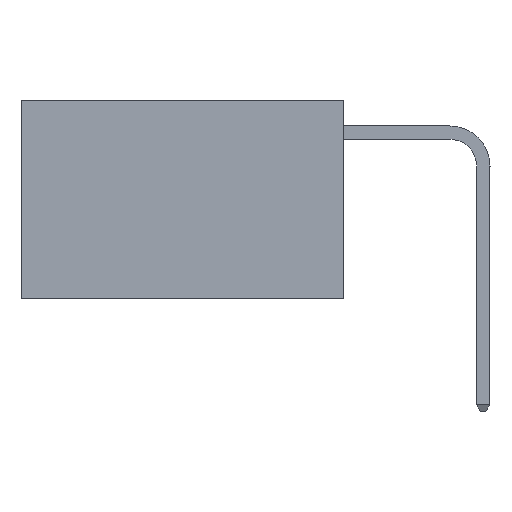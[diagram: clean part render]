
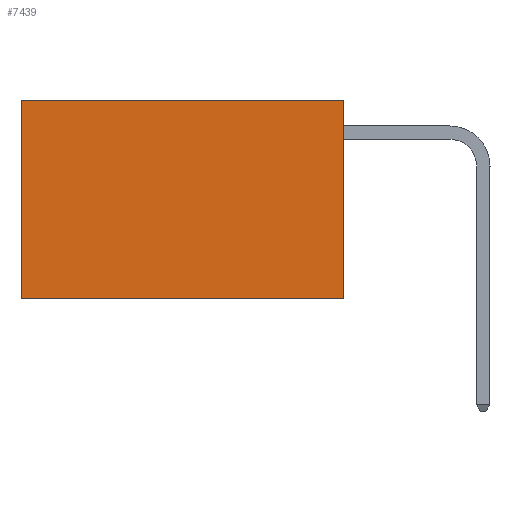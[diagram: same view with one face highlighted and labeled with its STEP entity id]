
A CAD part, left-side view. The second image highlights one B-rep face of the part: STEP entity #7439.
In plain terms, the highlighted planar face has unit normal (-1, 0, 0).
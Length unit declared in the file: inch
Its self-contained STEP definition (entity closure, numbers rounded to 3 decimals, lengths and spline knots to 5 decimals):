
#98 = ORIENTED_EDGE ( 'NONE', *, *, #2298, .T. ) ;
#244 = ORIENTED_EDGE ( 'NONE', *, *, #6556, .F. ) ;
#760 = EDGE_LOOP ( 'NONE', ( #98, #13364, #244, #1493 ) ) ;
#1493 = ORIENTED_EDGE ( 'NONE', *, *, #10985, .T. ) ;
#2027 = VECTOR ( 'NONE', #7580, 39.37008 ) ;
#2298 = EDGE_CURVE ( 'NONE', #4544, #11752, #8246, .T. ) ;
#2532 = CARTESIAN_POINT ( 'NONE',  ( 0.2625, 0., -0.37 ) ) ;
#3514 = VECTOR ( 'NONE', #6060, 39.37008 ) ;
#4544 = VERTEX_POINT ( 'NONE', #6859 ) ;
#4961 = LINE ( 'NONE', #8625, #2027 ) ;
#5224 = DIRECTION ( 'NONE',  ( 1., 0., 0. ) ) ;
#5304 = VERTEX_POINT ( 'NONE', #2532 ) ;
#5829 = CARTESIAN_POINT ( 'NONE',  ( 0.2625, 0.6, 0. ) ) ;
#5875 = FACE_OUTER_BOUND ( 'NONE', #760, .T. ) ;
#6060 = DIRECTION ( 'NONE',  ( 0., 0., -1. ) ) ;
#6540 = CARTESIAN_POINT ( 'NONE',  ( 0.2625, 0., -0.37 ) ) ;
#6556 = EDGE_CURVE ( 'NONE', #12019, #5304, #13289, .T. ) ;
#6689 = CARTESIAN_POINT ( 'NONE',  ( 0.2625, 0.6, -0.37 ) ) ;
#6750 = VECTOR ( 'NONE', #13010, 39.37008 ) ;
#6859 = CARTESIAN_POINT ( 'NONE',  ( 0.2625, 0.6, 0. ) ) ;
#7166 = CARTESIAN_POINT ( 'NONE',  ( 0.2625, 0., 0. ) ) ;
#7439 = ADVANCED_FACE ( 'NONE', ( #5875 ), #11681, .F. ) ;
#7580 = DIRECTION ( 'NONE',  ( 0., 1., 0. ) ) ;
#8246 = LINE ( 'NONE', #5829, #3514 ) ;
#8625 = CARTESIAN_POINT ( 'NONE',  ( 0.2625, 0., 0. ) ) ;
#8789 = AXIS2_PLACEMENT_3D ( 'NONE', #13745, #5224, #12742 ) ;
#9194 = DIRECTION ( 'NONE',  ( 0., 0., -1. ) ) ;
#9647 = LINE ( 'NONE', #6540, #6750 ) ;
#10483 = VECTOR ( 'NONE', #9194, 39.37008 ) ;
#10985 = EDGE_CURVE ( 'NONE', #12019, #4544, #4961, .T. ) ;
#11277 = CARTESIAN_POINT ( 'NONE',  ( 0.2625, 0., 0. ) ) ;
#11681 = PLANE ( 'NONE',  #8789 ) ;
#11752 = VERTEX_POINT ( 'NONE', #6689 ) ;
#12019 = VERTEX_POINT ( 'NONE', #7166 ) ;
#12335 = EDGE_CURVE ( 'NONE', #5304, #11752, #9647, .T. ) ;
#12742 = DIRECTION ( 'NONE',  ( 0., 0., -1. ) ) ;
#13010 = DIRECTION ( 'NONE',  ( 0., 1., 0. ) ) ;
#13289 = LINE ( 'NONE', #11277, #10483 ) ;
#13364 = ORIENTED_EDGE ( 'NONE', *, *, #12335, .F. ) ;
#13745 = CARTESIAN_POINT ( 'NONE',  ( 0.2625, 0., 0. ) ) ;
